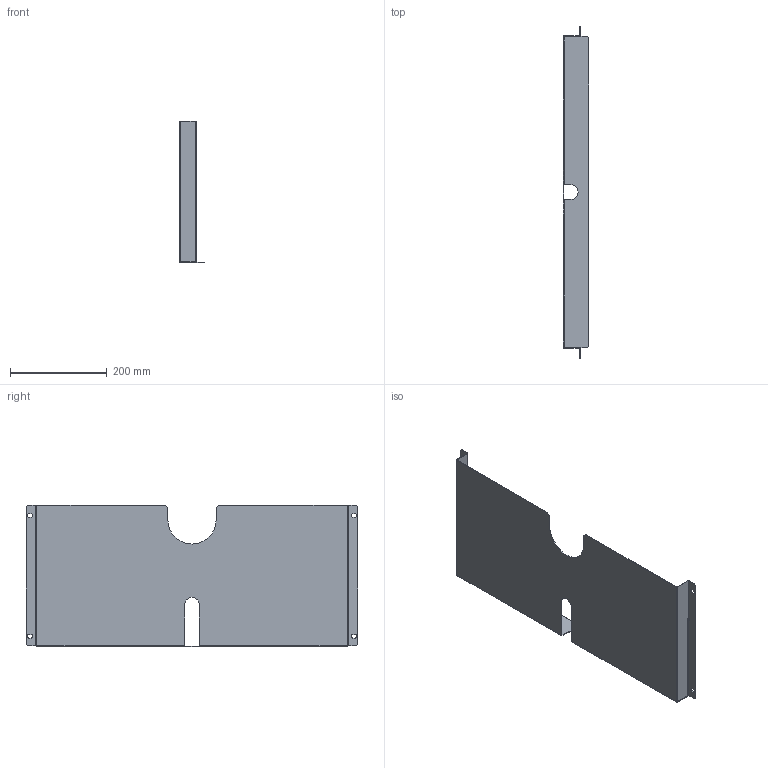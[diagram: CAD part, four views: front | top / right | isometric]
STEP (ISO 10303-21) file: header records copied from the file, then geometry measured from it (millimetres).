
FILE_DESCRIPTION(('CATIA V5 STEP Exchange'),'2;1');
FILE_NAME('EV1072K.stp','2014-09-11T07:16:26+00:00',('none'),('none'),'CATIA Version 5 Release 20 SP 6 (IN-10)','CATIA V5 STEP AP203','none');
FILE_SCHEMA(('CONFIG_CONTROL_DESIGN'));
Length unit declared in the file: millimetre
Products named in the file (1): 850918_002_01_TASCA_PORTA_SCHEMI_LAMIERA_IS2_L=0800____3PA
Bounding box: 52.2 x 686 x 292.2 mm (x, y, z)
Volume: 288583.2 mm3; surface area: 484230.2 mm2
Topology: 1 solids, 1 shells, 86 faces, 210 edges, 124 vertices
Faces by surface type: plane 63, cylinder 23
Entity records: 2503 total; most frequent: CARTESIAN_POINT 462, ORIENTED_EDGE 420, DIRECTION 377, EDGE_CURVE 210, VECTOR 164, LINE 164, AXIS2_PLACEMENT_3D 129, VERTEX_POINT 124
